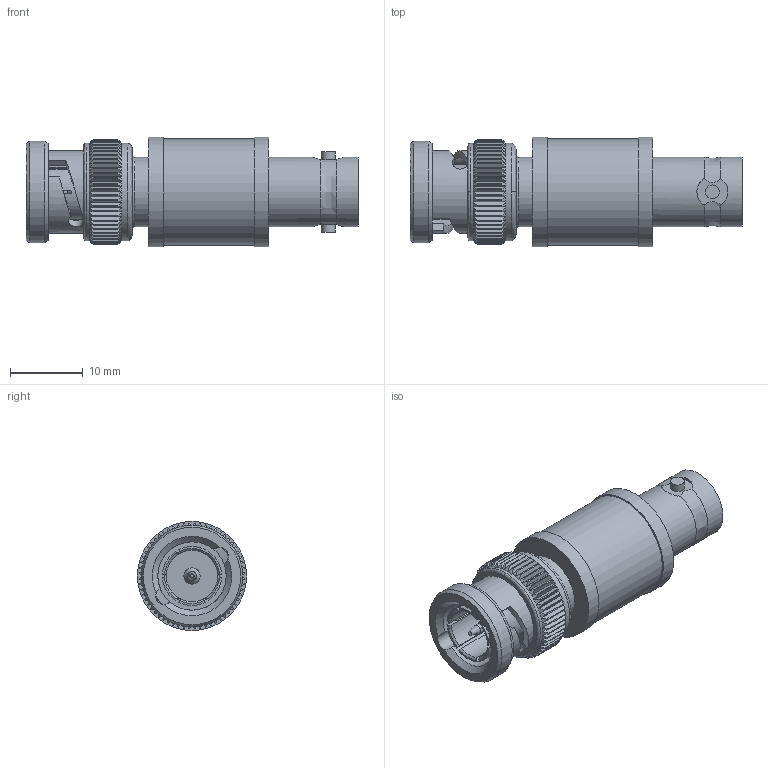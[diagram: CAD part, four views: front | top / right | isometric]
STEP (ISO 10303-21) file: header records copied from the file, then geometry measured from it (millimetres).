
FILE_DESCRIPTION (( 'STEP AP203' ), '1' );
FILE_NAME ('PE7009-20_3D.step', '2020-07-06T15:02:26', ( '' ), ( '' ), 'SwSTEP 2.0', 'SolidWorks 2018', '' );
FILE_SCHEMA (( 'CONFIG_CONTROL_DESIGN' ));
Length unit declared in the file: inch
Products named in the file (1): PE7009-20_3D
Bounding box: 45.6 x 15 x 15 mm (x, y, z)
Volume: 4662.5 mm3; surface area: 3696.8 mm2
Topology: 1 solids, 3 shells, 451 faces, 1045 edges, 613 vertices
Faces by surface type: plane 184, cone 144, cylinder 108, bspline 15
Full cylindrical faces by diameter (mm): 0.711 x1, 1.016 x1, 1.092 x1, 1.27 x3, 1.627 x1, 1.778 x1, 1.905 x2, 2.054 x1, 2.184 x1, 2.212 x1, 3.81 x1, 7.057 x1, 7.501 x1, 8.255 x1, 9.395 x1, 9.601 x3, 9.991 x1, 11.395 x1, 11.515 x1, 13.38 x2, 13.922 x1, 14.561 x1, 15 x2
Entity records: 14351 total; most frequent: CARTESIAN_POINT 4797, ORIENTED_EDGE 1980, DIRECTION 1902, EDGE_CURVE 990, AXIS2_PLACEMENT_3D 799, VERTEX_POINT 596, EDGE_LOOP 510, FACE_OUTER_BOUND 481
